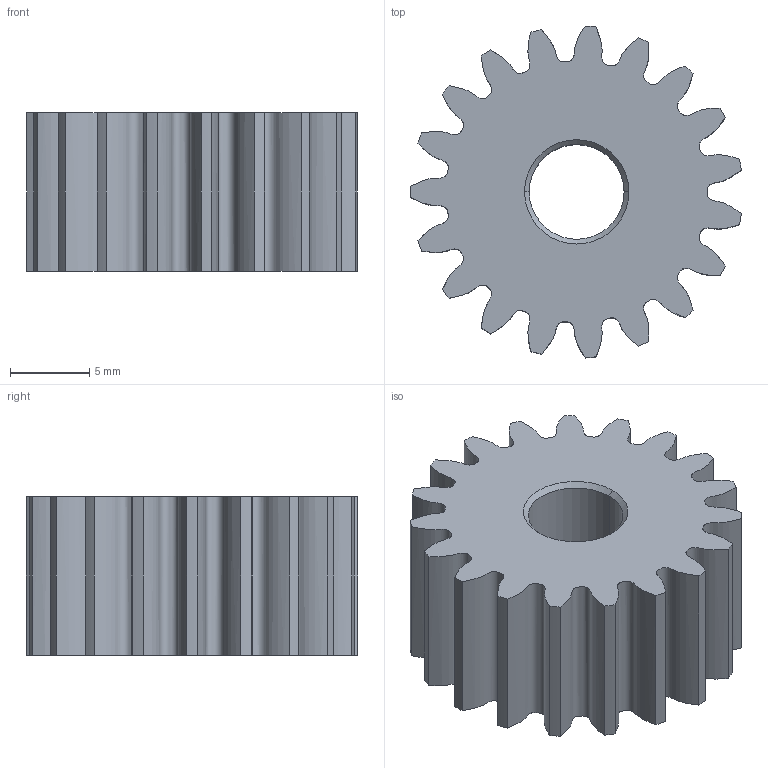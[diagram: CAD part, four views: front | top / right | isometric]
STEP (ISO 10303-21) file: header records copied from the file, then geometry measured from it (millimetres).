
FILE_DESCRIPTION (( 'STEP AP214' ), '1' );
FILE_NAME ('Gear00817.STEP', '2017-09-13T00:58:26', ( '13' ), ( '' ), 'SwSTEP 2.0', 'SolidWorks 2012', '' );
FILE_SCHEMA (( 'AUTOMOTIVE_DESIGN' ));
Length unit declared in the file: millimetre
Products named in the file (1): Gear00817
Bounding box: 20.91 x 20.97 x 10 mm (x, y, z)
Volume: 2535.8 mm3; surface area: 1849.7 mm2
Topology: 1 solids, 1 shells, 46 faces, 128 edges, 84 vertices
Faces by surface type: cylinder 21, bspline 19, cone 4, plane 2
Entity records: 6274 total; most frequent: CARTESIAN_POINT 5142, ORIENTED_EDGE 256, DIRECTION 192, EDGE_CURVE 128, VERTEX_POINT 84, AXIS2_PLACEMENT_3D 74, EDGE_LOOP 48, CIRCLE 46
